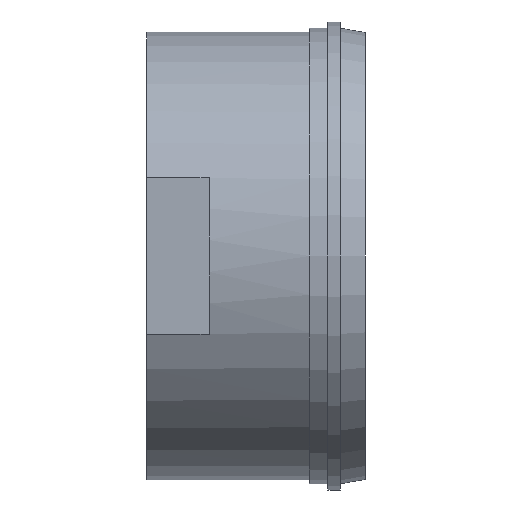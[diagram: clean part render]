
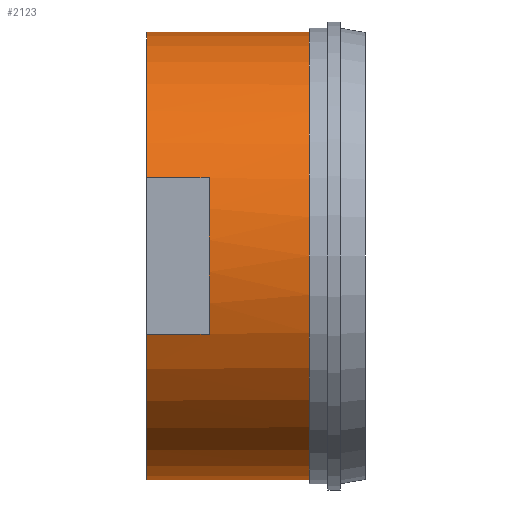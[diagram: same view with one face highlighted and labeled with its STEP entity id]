
A CAD part, front view. The second image highlights one B-rep face of the part: STEP entity #2123.
In plain terms, the highlighted cylindrical face has radius 35.75 mm (diameter 71.5 mm), a partial arc.
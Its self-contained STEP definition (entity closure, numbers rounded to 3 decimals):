
#31 = EDGE_CURVE ( 'NONE', #1936, #4337, #1763, .T. ) ;
#75 = VERTEX_POINT ( 'NONE', #595 ) ;
#207 = EDGE_CURVE ( 'NONE', #1237, #4337, #1586, .T. ) ;
#211 = CARTESIAN_POINT ( 'NONE',  ( -9., 0., -35.75 ) ) ;
#393 = ORIENTED_EDGE ( 'NONE', *, *, #2954, .F. ) ;
#495 = CIRCLE ( 'NONE', #1070, 35.75 ) ;
#583 = VECTOR ( 'NONE', #3956, 1000. ) ;
#595 = CARTESIAN_POINT ( 'NONE',  ( -25., -33.5, 12.482 ) ) ;
#752 = EDGE_CURVE ( 'NONE', #3985, #1484, #495, .T. ) ;
#787 = DIRECTION ( 'NONE',  ( -1., 0., 0. ) ) ;
#796 = DIRECTION ( 'NONE',  ( -1., 0., 0. ) ) ;
#822 = CARTESIAN_POINT ( 'NONE',  ( -45.952, 0., -35.75 ) ) ;
#878 = EDGE_CURVE ( 'NONE', #1237, #75, #3302, .T. ) ;
#957 = EDGE_CURVE ( 'NONE', #2928, #1484, #1646, .T. ) ;
#1067 = DIRECTION ( 'NONE',  ( -1., 0., 0. ) ) ;
#1070 = AXIS2_PLACEMENT_3D ( 'NONE', #1477, #796, #2195 ) ;
#1096 = ORIENTED_EDGE ( 'NONE', *, *, #957, .T. ) ;
#1182 = CARTESIAN_POINT ( 'NONE',  ( -35., 0., 35.75 ) ) ;
#1212 = CARTESIAN_POINT ( 'NONE',  ( -45.952, -33.5, -12.482 ) ) ;
#1237 = VERTEX_POINT ( 'NONE', #4485 ) ;
#1318 = CARTESIAN_POINT ( 'NONE',  ( -45.952, 0., 35.75 ) ) ;
#1428 = CARTESIAN_POINT ( 'NONE',  ( -9., 0., 35.75 ) ) ;
#1477 = CARTESIAN_POINT ( 'NONE',  ( -35., 0., 0. ) ) ;
#1484 = VERTEX_POINT ( 'NONE', #4324 ) ;
#1528 = LINE ( 'NONE', #822, #583 ) ;
#1586 = CIRCLE ( 'NONE', #3277, 35.75 ) ;
#1625 = ORIENTED_EDGE ( 'NONE', *, *, #207, .F. ) ;
#1646 = LINE ( 'NONE', #1212, #4359 ) ;
#1663 = VECTOR ( 'NONE', #2692, 1000. ) ;
#1763 = LINE ( 'NONE', #1318, #2844 ) ;
#1936 = VERTEX_POINT ( 'NONE', #1428 ) ;
#1972 = CARTESIAN_POINT ( 'NONE',  ( -45.952, -33.5, 12.482 ) ) ;
#1977 = EDGE_LOOP ( 'NONE', ( #2406, #4155, #2482, #1625, #4438, #393, #1096, #3435 ) ) ;
#2014 = DIRECTION ( 'NONE',  ( -1., 0., 0. ) ) ;
#2038 = CARTESIAN_POINT ( 'NONE',  ( -35., 0., -35.75 ) ) ;
#2123 = ADVANCED_FACE ( 'NONE', ( #2876 ), #3275, .T. ) ;
#2195 = DIRECTION ( 'NONE',  ( 0., 0., 1. ) ) ;
#2406 = ORIENTED_EDGE ( 'NONE', *, *, #3730, .F. ) ;
#2467 = AXIS2_PLACEMENT_3D ( 'NONE', #3786, #3054, #3764 ) ;
#2482 = ORIENTED_EDGE ( 'NONE', *, *, #31, .T. ) ;
#2644 = DIRECTION ( 'NONE',  ( -1., 0., 0. ) ) ;
#2670 = CARTESIAN_POINT ( 'NONE',  ( -35., 0., 0. ) ) ;
#2692 = DIRECTION ( 'NONE',  ( 1., 0., 0. ) ) ;
#2705 = CARTESIAN_POINT ( 'NONE',  ( -25., -33.5, -12.482 ) ) ;
#2763 = CIRCLE ( 'NONE', #3429, 35.75 ) ;
#2844 = VECTOR ( 'NONE', #2014, 1000. ) ;
#2867 = AXIS2_PLACEMENT_3D ( 'NONE', #3201, #1067, #3860 ) ;
#2876 = FACE_OUTER_BOUND ( 'NONE', #1977, .T. ) ;
#2928 = VERTEX_POINT ( 'NONE', #2705 ) ;
#2954 = EDGE_CURVE ( 'NONE', #2928, #75, #2987, .T. ) ;
#2987 = CIRCLE ( 'NONE', #2467, 35.75 ) ;
#3000 = DIRECTION ( 'NONE',  ( 0., 0., 1. ) ) ;
#3054 = DIRECTION ( 'NONE',  ( -1., 0., 0. ) ) ;
#3201 = CARTESIAN_POINT ( 'NONE',  ( -45.952, 0., 0. ) ) ;
#3220 = DIRECTION ( 'NONE',  ( 0., 0., 1. ) ) ;
#3275 = CYLINDRICAL_SURFACE ( 'NONE', #2867, 35.75 ) ;
#3277 = AXIS2_PLACEMENT_3D ( 'NONE', #2670, #4072, #3000 ) ;
#3302 = LINE ( 'NONE', #1972, #1663 ) ;
#3429 = AXIS2_PLACEMENT_3D ( 'NONE', #3538, #787, #3220 ) ;
#3435 = ORIENTED_EDGE ( 'NONE', *, *, #752, .F. ) ;
#3538 = CARTESIAN_POINT ( 'NONE',  ( -9., 0., 0. ) ) ;
#3730 = EDGE_CURVE ( 'NONE', #3879, #3985, #1528, .T. ) ;
#3764 = DIRECTION ( 'NONE',  ( 0., 0., -1. ) ) ;
#3786 = CARTESIAN_POINT ( 'NONE',  ( -25., 0., 0. ) ) ;
#3860 = DIRECTION ( 'NONE',  ( 0., 0., 1. ) ) ;
#3879 = VERTEX_POINT ( 'NONE', #211 ) ;
#3956 = DIRECTION ( 'NONE',  ( -1., 0., 0. ) ) ;
#3985 = VERTEX_POINT ( 'NONE', #2038 ) ;
#4072 = DIRECTION ( 'NONE',  ( -1., 0., 0. ) ) ;
#4155 = ORIENTED_EDGE ( 'NONE', *, *, #4270, .T. ) ;
#4270 = EDGE_CURVE ( 'NONE', #3879, #1936, #2763, .T. ) ;
#4324 = CARTESIAN_POINT ( 'NONE',  ( -35., -33.5, -12.482 ) ) ;
#4337 = VERTEX_POINT ( 'NONE', #1182 ) ;
#4359 = VECTOR ( 'NONE', #2644, 1000. ) ;
#4438 = ORIENTED_EDGE ( 'NONE', *, *, #878, .T. ) ;
#4485 = CARTESIAN_POINT ( 'NONE',  ( -35., -33.5, 12.482 ) ) ;
